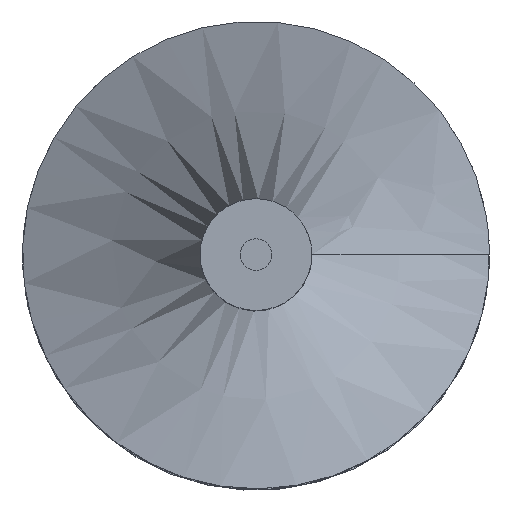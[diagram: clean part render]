
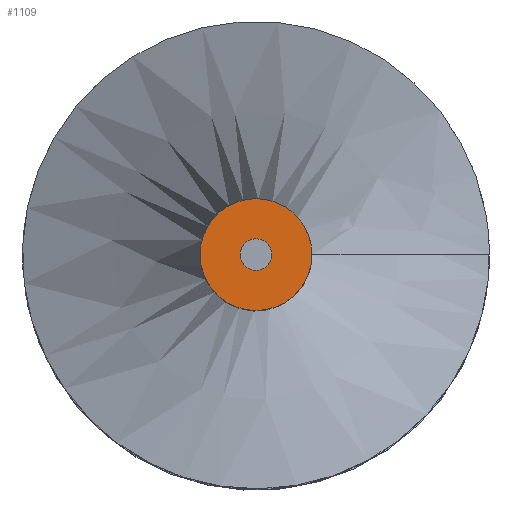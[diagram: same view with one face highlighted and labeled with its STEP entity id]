
A CAD part, top view. The second image highlights one B-rep face of the part: STEP entity #1109.
In plain terms, the highlighted planar face has unit normal (0, 0, 1).
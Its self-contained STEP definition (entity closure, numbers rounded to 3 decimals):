
#64 = DIRECTION ( 'NONE',  ( 1., 0., 0. ) ) ;
#71 = AXIS2_PLACEMENT_3D ( 'NONE', #850, #1192, #1175 ) ;
#169 = CARTESIAN_POINT ( 'NONE',  ( 0.001, 0.003, 214.253 ) ) ;
#366 = EDGE_LOOP ( 'NONE', ( #1229, #900 ) ) ;
#423 = AXIS2_PLACEMENT_3D ( 'NONE', #169, #1211, #1804 ) ;
#478 = AXIS2_PLACEMENT_3D ( 'NONE', #587, #1481, #1915 ) ;
#515 = CIRCLE ( 'NONE', #71, 12.75 ) ;
#587 = CARTESIAN_POINT ( 'NONE',  ( 0., 0., 214.253 ) ) ;
#597 = DIRECTION ( 'NONE',  ( 0., 0., 1. ) ) ;
#610 = VERTEX_POINT ( 'NONE', #985 ) ;
#635 = CIRCLE ( 'NONE', #478, 3.6 ) ;
#650 = CARTESIAN_POINT ( 'NONE',  ( 0.001, 0.003, 214.253 ) ) ;
#709 = VERTEX_POINT ( 'NONE', #1184 ) ;
#783 = EDGE_CURVE ( 'NONE', #610, #709, #635, .T. ) ;
#850 = CARTESIAN_POINT ( 'NONE',  ( 0.001, 0.003, 214.253 ) ) ;
#856 = EDGE_CURVE ( 'NONE', #709, #610, #1568, .T. ) ;
#873 = CARTESIAN_POINT ( 'NONE',  ( 12.751, 0.003, 214.253 ) ) ;
#900 = ORIENTED_EDGE ( 'NONE', *, *, #1673, .T. ) ;
#985 = CARTESIAN_POINT ( 'NONE',  ( 3.6, 0., 214.253 ) ) ;
#1069 = ORIENTED_EDGE ( 'NONE', *, *, #856, .F. ) ;
#1080 = EDGE_LOOP ( 'NONE', ( #1160, #1069 ) ) ;
#1109 = ADVANCED_FACE ( 'NONE', ( #1574, #1414 ), #1406, .T. ) ;
#1133 = AXIS2_PLACEMENT_3D ( 'NONE', #650, #1857, #64 ) ;
#1160 = ORIENTED_EDGE ( 'NONE', *, *, #783, .F. ) ;
#1162 = CARTESIAN_POINT ( 'NONE',  ( -12.749, 0.003, 214.253 ) ) ;
#1175 = DIRECTION ( 'NONE',  ( 1., 0., 0. ) ) ;
#1176 = CARTESIAN_POINT ( 'NONE',  ( 0., 0., 214.253 ) ) ;
#1184 = CARTESIAN_POINT ( 'NONE',  ( -3.6, 0., 214.253 ) ) ;
#1192 = DIRECTION ( 'NONE',  ( 0., 0., 1. ) ) ;
#1207 = CIRCLE ( 'NONE', #423, 12.75 ) ;
#1211 = DIRECTION ( 'NONE',  ( 0., 0., 1. ) ) ;
#1229 = ORIENTED_EDGE ( 'NONE', *, *, #1819, .T. ) ;
#1328 = AXIS2_PLACEMENT_3D ( 'NONE', #1176, #597, #1935 ) ;
#1406 = PLANE ( 'NONE',  #1133 ) ;
#1414 = FACE_OUTER_BOUND ( 'NONE', #366, .T. ) ;
#1481 = DIRECTION ( 'NONE',  ( 0., 0., 1. ) ) ;
#1540 = VERTEX_POINT ( 'NONE', #1162 ) ;
#1568 = CIRCLE ( 'NONE', #1328, 3.6 ) ;
#1574 = FACE_BOUND ( 'NONE', #1080, .T. ) ;
#1673 = EDGE_CURVE ( 'NONE', #1801, #1540, #1207, .T. ) ;
#1801 = VERTEX_POINT ( 'NONE', #873 ) ;
#1804 = DIRECTION ( 'NONE',  ( 1., 0., 0. ) ) ;
#1819 = EDGE_CURVE ( 'NONE', #1540, #1801, #515, .T. ) ;
#1857 = DIRECTION ( 'NONE',  ( 0., 0., 1. ) ) ;
#1915 = DIRECTION ( 'NONE',  ( 1., 0., 0. ) ) ;
#1935 = DIRECTION ( 'NONE',  ( 1., 0., 0. ) ) ;
